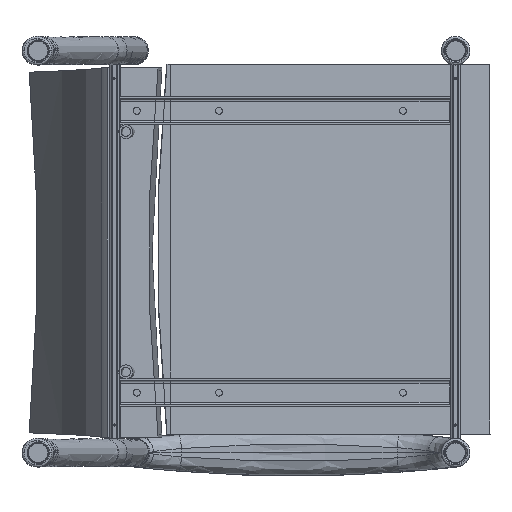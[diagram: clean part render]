
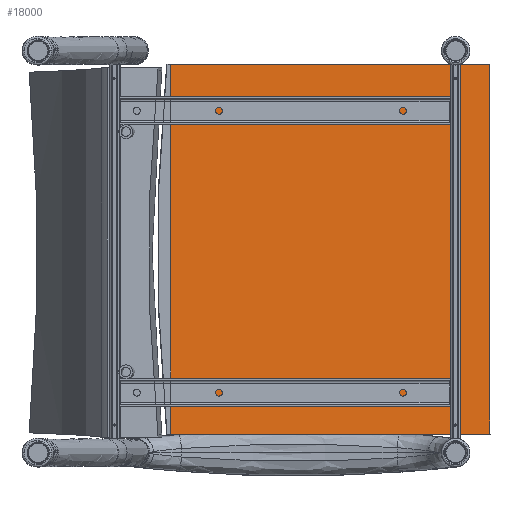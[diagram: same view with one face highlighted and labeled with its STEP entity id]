
A CAD part, front view. The second image highlights one B-rep face of the part: STEP entity #18000.
In plain terms, the highlighted face is planar.
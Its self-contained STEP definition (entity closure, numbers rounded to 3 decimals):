
#1460=LINE('',#48159,#2162);
#1461=LINE('',#48162,#2163);
#1465=LINE('',#48170,#2167);
#1466=LINE('',#48171,#2168);
#2162=VECTOR('',#24021,0.394);
#2163=VECTOR('',#24024,0.394);
#2167=VECTOR('',#24030,0.394);
#2168=VECTOR('',#24031,0.394);
#2532=PLANE('',#19869);
#3843=FACE_OUTER_BOUND('',#5254,.T.);
#5254=EDGE_LOOP('',(#15721,#15722,#15723,#15724));
#8489=VERTEX_POINT('',#48153);
#8491=VERTEX_POINT('',#48157);
#8492=VERTEX_POINT('',#48161);
#8495=VERTEX_POINT('',#48169);
#10931=EDGE_CURVE('',#8489,#8491,#1460,.T.);
#10932=EDGE_CURVE('',#8489,#8492,#1461,.T.);
#10936=EDGE_CURVE('',#8495,#8491,#1465,.T.);
#10937=EDGE_CURVE('',#8495,#8492,#1466,.T.);
#15721=ORIENTED_EDGE('',*,*,#10931,.T.);
#15722=ORIENTED_EDGE('',*,*,#10936,.F.);
#15723=ORIENTED_EDGE('',*,*,#10937,.T.);
#15724=ORIENTED_EDGE('',*,*,#10932,.F.);
#18000=ADVANCED_FACE('',(#3843),#2532,.F.);
#19869=AXIS2_PLACEMENT_3D('',#48168,#24028,#24029);
#24021=DIRECTION('',(0.,-1.,0.));
#24024=DIRECTION('',(-0.999,0.,-0.043));
#24028=DIRECTION('center_axis',(-0.043,0.,
0.999));
#24029=DIRECTION('ref_axis',(-0.999,0.,-0.043));
#24030=DIRECTION('',(0.999,0.,0.043));
#24031=DIRECTION('',(0.,1.,0.));
#48153=CARTESIAN_POINT('',(8.991,9.614,-1.257));
#48157=CARTESIAN_POINT('',(8.991,-10.386,-1.257));
#48159=CARTESIAN_POINT('',(8.991,-0.386,-1.257));
#48161=CARTESIAN_POINT('',(-8.349,9.614,-2.));
#48162=CARTESIAN_POINT('',(9.178,9.614,-1.249));
#48168=CARTESIAN_POINT('Origin',(9.151,9.614,-1.25));
#48169=CARTESIAN_POINT('',(-8.349,-10.386,-2.));
#48170=CARTESIAN_POINT('',(0.444,-10.386,-1.623));
#48171=CARTESIAN_POINT('',(-8.349,-10.386,-2.));
